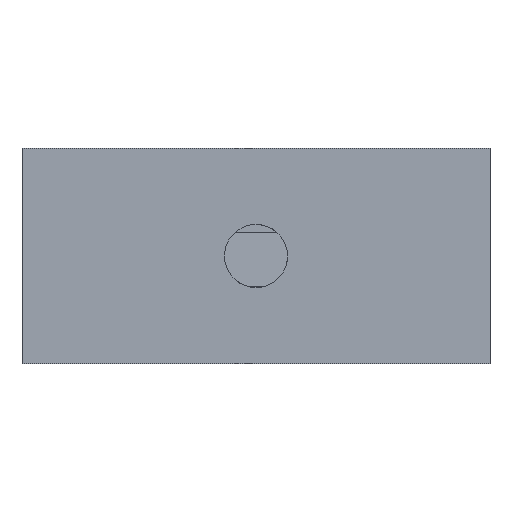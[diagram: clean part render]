
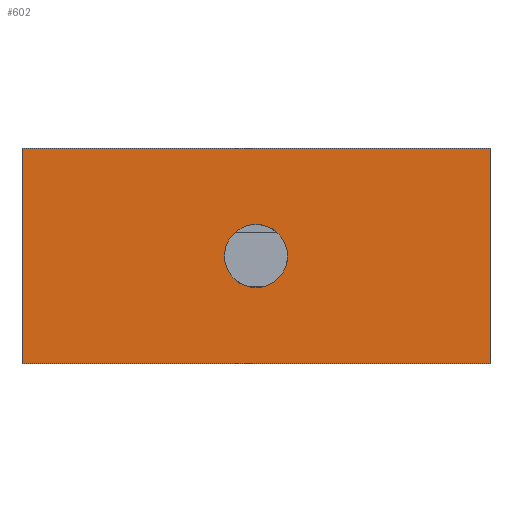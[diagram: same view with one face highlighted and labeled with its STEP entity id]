
A CAD part, front view. The second image highlights one B-rep face of the part: STEP entity #602.
In plain terms, the highlighted free-form (B-spline) face has degree [1, 1] with [2, 2] control points.
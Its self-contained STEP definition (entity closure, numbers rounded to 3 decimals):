
#394=CARTESIAN_POINT('',(1.205,-41.895,3.431));
#395=VERTEX_POINT('',#394);
#401=CARTESIAN_POINT('',(1.75,-41.895,4.7));
#402=VERTEX_POINT('',#401);
#403=CARTESIAN_POINT('',(1.205,-41.895,3.431));
#404=CARTESIAN_POINT('',(1.333,-41.895,3.553));
#405=CARTESIAN_POINT('',(1.517,-41.895,3.789));
#406=CARTESIAN_POINT('',(1.705,-41.895,4.227));
#407=CARTESIAN_POINT('',(1.75,-41.895,4.522));
#408=CARTESIAN_POINT('',(1.75,-41.895,4.7));
#409=B_SPLINE_CURVE_WITH_KNOTS('',3,(#403,#404,#405,#406,#407,#408),.UNSPECIFIED.,.F.,.U.,(4,1,1,4),(0.,0.533,0.888,1.42),.UNSPECIFIED.);
#410=EDGE_CURVE('',#395,#402,#409,.T.);
#412=CARTESIAN_POINT('',(0.0,-41.895,6.45));
#413=VERTEX_POINT('',#412);
#414=CARTESIAN_POINT('',(1.75,-41.895,4.7));
#415=CARTESIAN_POINT('',(1.75,-41.895,4.815));
#416=CARTESIAN_POINT('',(1.73,-41.895,5.015));
#417=CARTESIAN_POINT('',(1.646,-41.895,5.319));
#418=CARTESIAN_POINT('',(1.501,-41.895,5.625));
#419=CARTESIAN_POINT('',(1.255,-41.895,5.945));
#420=CARTESIAN_POINT('',(0.949,-41.895,6.186));
#421=CARTESIAN_POINT('',(0.659,-41.895,6.328));
#422=CARTESIAN_POINT('',(0.358,-41.895,6.423));
#423=CARTESIAN_POINT('',(0.143,-41.895,6.45));
#424=CARTESIAN_POINT('',(0.0,-41.895,6.45));
#425=B_SPLINE_CURVE_WITH_KNOTS('',3,(#414,#415,#416,#417,#418,#419,#420,#421,#422,#423,#424),.UNSPECIFIED.,.F.,.U.,(4,1,1,1,1,1,1,1,4),(0.,0.344,0.601,0.945,1.353,1.804,2.105,2.319,2.749),.UNSPECIFIED.);
#426=EDGE_CURVE('',#402,#413,#425,.T.);
#428=CARTESIAN_POINT('',(-1.205,-41.895,5.969));
#429=VERTEX_POINT('',#428);
#430=CARTESIAN_POINT('',(0.0,-41.895,6.45));
#431=CARTESIAN_POINT('',(-0.18,-41.895,6.45));
#432=CARTESIAN_POINT('',(-0.505,-41.895,6.399));
#433=CARTESIAN_POINT('',(-0.91,-41.895,6.212));
#434=CARTESIAN_POINT('',(-1.119,-41.895,6.05));
#435=CARTESIAN_POINT('',(-1.205,-41.895,5.969));
#436=B_SPLINE_CURVE_WITH_KNOTS('',3,(#430,#431,#432,#433,#434,#435),.UNSPECIFIED.,.F.,.U.,(4,1,1,4),(0.,0.54,0.976,1.329),.UNSPECIFIED.);
#437=EDGE_CURVE('',#413,#429,#436,.T.);
#473=CARTESIAN_POINT('',(-1.75,-41.895,4.7));
#474=VERTEX_POINT('',#473);
#475=CARTESIAN_POINT('',(-1.205,-41.895,5.969));
#476=CARTESIAN_POINT('',(-1.285,-41.895,5.893));
#477=CARTESIAN_POINT('',(-1.436,-41.895,5.719));
#478=CARTESIAN_POINT('',(-1.61,-41.895,5.416));
#479=CARTESIAN_POINT('',(-1.724,-41.895,5.07));
#480=CARTESIAN_POINT('',(-1.75,-41.895,4.826));
#481=CARTESIAN_POINT('',(-1.75,-41.895,4.7));
#482=B_SPLINE_CURVE_WITH_KNOTS('',3,(#475,#476,#477,#478,#479,#480,#481),.UNSPECIFIED.,.F.,.U.,(4,1,1,1,4),(0.,0.333,0.688,1.043,1.42),.UNSPECIFIED.);
#483=EDGE_CURVE('',#429,#474,#482,.T.);
#485=CARTESIAN_POINT('',(0.0,-41.895,2.95));
#486=VERTEX_POINT('',#485);
#487=CARTESIAN_POINT('',(-1.75,-41.895,4.7));
#488=CARTESIAN_POINT('',(-1.75,-41.895,4.585));
#489=CARTESIAN_POINT('',(-1.73,-41.895,4.385));
#490=CARTESIAN_POINT('',(-1.636,-41.895,4.046));
#491=CARTESIAN_POINT('',(-1.476,-41.895,3.731));
#492=CARTESIAN_POINT('',(-1.239,-41.895,3.45));
#493=CARTESIAN_POINT('',(-0.951,-41.895,3.213));
#494=CARTESIAN_POINT('',(-0.641,-41.895,3.057));
#495=CARTESIAN_POINT('',(-0.301,-41.895,2.968));
#496=CARTESIAN_POINT('',(-0.107,-41.895,2.95));
#497=CARTESIAN_POINT('',(0.0,-41.895,2.95));
#498=B_SPLINE_CURVE_WITH_KNOTS('',3,(#487,#488,#489,#490,#491,#492,#493,#494,#495,#496,#497),.UNSPECIFIED.,.F.,.U.,(4,1,1,1,1,1,1,1,4),(0.,0.344,0.601,1.052,1.396,1.697,2.169,2.427,2.749),.UNSPECIFIED.);
#499=EDGE_CURVE('',#474,#486,#498,.T.);
#501=CARTESIAN_POINT('',(0.0,-41.895,2.95));
#502=CARTESIAN_POINT('',(0.166,-41.895,2.95));
#503=CARTESIAN_POINT('',(0.394,-41.895,2.983));
#504=CARTESIAN_POINT('',(0.715,-41.895,3.095));
#505=CARTESIAN_POINT('',(0.961,-41.895,3.225));
#506=CARTESIAN_POINT('',(1.129,-41.895,3.359));
#507=CARTESIAN_POINT('',(1.205,-41.895,3.431));
#508=B_SPLINE_CURVE_WITH_KNOTS('',3,(#501,#502,#503,#504,#505,#506,#507),.UNSPECIFIED.,.F.,.U.,(4,1,1,1,4),(0.,0.498,0.685,1.017,1.329),.UNSPECIFIED.);
#509=EDGE_CURVE('',#486,#395,#508,.T.);
#559=CARTESIAN_POINT('',(-14.299,-41.895,11.299));
#560=CARTESIAN_POINT('',(14.299,-41.895,11.299));
#561=CARTESIAN_POINT('',(-14.299,-41.895,-1.899));
#562=CARTESIAN_POINT('',(14.299,-41.895,-1.899));
#563=B_SPLINE_SURFACE_WITH_KNOTS('',1,1,((#559,#561),(#560,#562)),.UNSPECIFIED.,.F.,.F.,.U.,(2,2),(2,2),(0.0,28.597),(0.0,13.199),.UNSPECIFIED.);
#564=CARTESIAN_POINT('',(13.0,-41.895,10.7));
#565=VERTEX_POINT('',#564);
#566=CARTESIAN_POINT('',(-13.0,-41.895,10.7));
#567=VERTEX_POINT('',#566);
#568=CARTESIAN_POINT('',(13.0,-41.895,10.7));
#569=CARTESIAN_POINT('',(-13.0,-41.895,10.7));
#570=QUASI_UNIFORM_CURVE('',1,(#568,#569),.UNSPECIFIED.,.F.,.U.);
#571=EDGE_CURVE('',#565,#567,#570,.T.);
#572=ORIENTED_EDGE('',*,*,#571,.T.);
#573=CARTESIAN_POINT('',(-13.0,-41.895,-1.3));
#574=VERTEX_POINT('',#573);
#575=CARTESIAN_POINT('',(-13.0,-41.895,10.7));
#576=CARTESIAN_POINT('',(-13.0,-41.895,-1.3));
#577=QUASI_UNIFORM_CURVE('',1,(#575,#576),.UNSPECIFIED.,.F.,.U.);
#578=EDGE_CURVE('',#567,#574,#577,.T.);
#579=ORIENTED_EDGE('',*,*,#578,.T.);
#580=CARTESIAN_POINT('',(13.0,-41.895,-1.3));
#581=VERTEX_POINT('',#580);
#582=CARTESIAN_POINT('',(-13.0,-41.895,-1.3));
#583=CARTESIAN_POINT('',(13.0,-41.895,-1.3));
#584=QUASI_UNIFORM_CURVE('',1,(#582,#583),.UNSPECIFIED.,.F.,.U.);
#585=EDGE_CURVE('',#574,#581,#584,.T.);
#586=ORIENTED_EDGE('',*,*,#585,.T.);
#587=CARTESIAN_POINT('',(13.0,-41.895,-1.3));
#588=CARTESIAN_POINT('',(13.0,-41.895,10.7));
#589=QUASI_UNIFORM_CURVE('',1,(#587,#588),.UNSPECIFIED.,.F.,.U.);
#590=EDGE_CURVE('',#581,#565,#589,.T.);
#591=ORIENTED_EDGE('',*,*,#590,.T.);
#592=EDGE_LOOP('',(#572,#579,#586,#591));
#593=FACE_OUTER_BOUND('',#592,.T.);
#594=ORIENTED_EDGE('',*,*,#426,.F.);
#595=ORIENTED_EDGE('',*,*,#410,.F.);
#596=ORIENTED_EDGE('',*,*,#509,.F.);
#597=ORIENTED_EDGE('',*,*,#499,.F.);
#598=ORIENTED_EDGE('',*,*,#483,.F.);
#599=ORIENTED_EDGE('',*,*,#437,.F.);
#600=EDGE_LOOP('',(#594,#595,#596,#597,#598,#599));
#601=FACE_BOUND('',#600,.T.);
#602=ADVANCED_FACE('',(#593,#601),#563,.F.);
